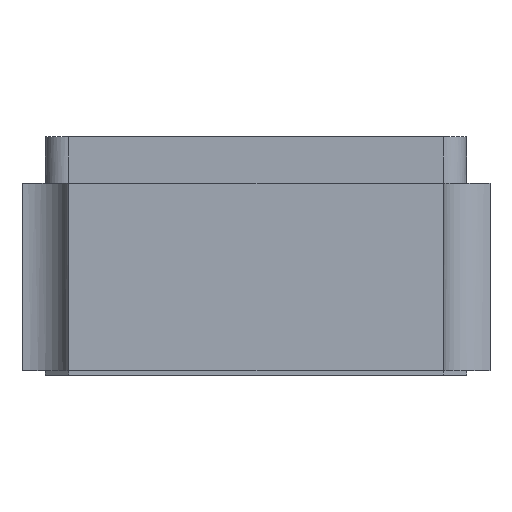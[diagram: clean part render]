
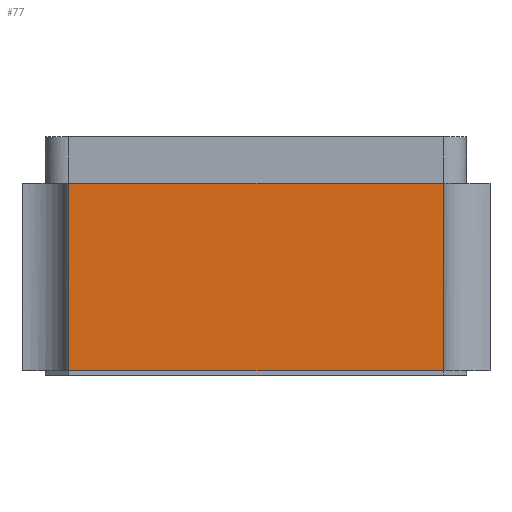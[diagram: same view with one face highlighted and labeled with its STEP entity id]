
A CAD part, left-side view. The second image highlights one B-rep face of the part: STEP entity #77.
In plain terms, the highlighted planar face has unit normal (-1, 0, 0).
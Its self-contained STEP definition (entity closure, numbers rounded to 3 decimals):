
#22 = VERTEX_POINT('',#23);
#23 = CARTESIAN_POINT('',(-0.8,0.4,0.01));
#59 = VERTEX_POINT('',#60);
#60 = CARTESIAN_POINT('',(-0.8,0.4,0.41));
#67 = EDGE_CURVE('',#22,#59,#68,.T.);
#68 = LINE('',#69,#70);
#69 = CARTESIAN_POINT('',(-0.8,0.4,0.01));
#70 = VECTOR('',#71,1.);
#71 = DIRECTION('',(0.,0.,1.));
#77 = ADVANCED_FACE('',(#78),#103,.F.);
#78 = FACE_BOUND('',#79,.F.);
#79 = EDGE_LOOP('',(#80,#81,#89,#97));
#80 = ORIENTED_EDGE('',*,*,#67,.T.);
#81 = ORIENTED_EDGE('',*,*,#82,.T.);
#82 = EDGE_CURVE('',#59,#83,#85,.T.);
#83 = VERTEX_POINT('',#84);
#84 = CARTESIAN_POINT('',(-0.8,-0.4,0.41));
#85 = LINE('',#86,#87);
#86 = CARTESIAN_POINT('',(-0.8,0.4,0.41));
#87 = VECTOR('',#88,1.);
#88 = DIRECTION('',(0.,-1.,0.));
#89 = ORIENTED_EDGE('',*,*,#90,.F.);
#90 = EDGE_CURVE('',#91,#83,#93,.T.);
#91 = VERTEX_POINT('',#92);
#92 = CARTESIAN_POINT('',(-0.8,-0.4,0.01));
#93 = LINE('',#94,#95);
#94 = CARTESIAN_POINT('',(-0.8,-0.4,0.01));
#95 = VECTOR('',#96,1.);
#96 = DIRECTION('',(0.,0.,1.));
#97 = ORIENTED_EDGE('',*,*,#98,.F.);
#98 = EDGE_CURVE('',#22,#91,#99,.T.);
#99 = LINE('',#100,#101);
#100 = CARTESIAN_POINT('',(-0.8,0.4,0.01));
#101 = VECTOR('',#102,1.);
#102 = DIRECTION('',(0.,-1.,0.));
#103 = PLANE('',#104);
#104 = AXIS2_PLACEMENT_3D('',#105,#106,#107);
#105 = CARTESIAN_POINT('',(-0.8,0.4,0.01));
#106 = DIRECTION('',(1.,0.,0.));
#107 = DIRECTION('',(0.,-1.,0.));
